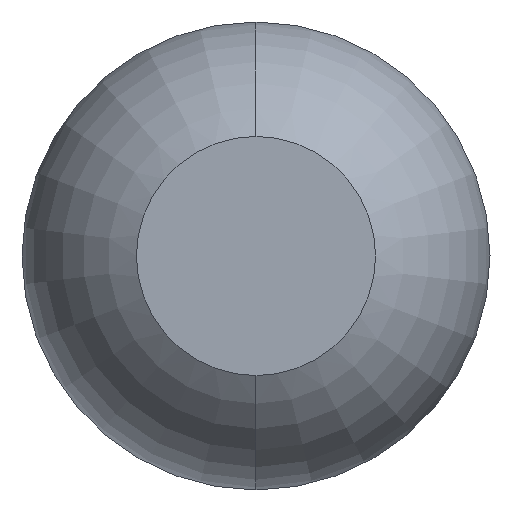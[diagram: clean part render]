
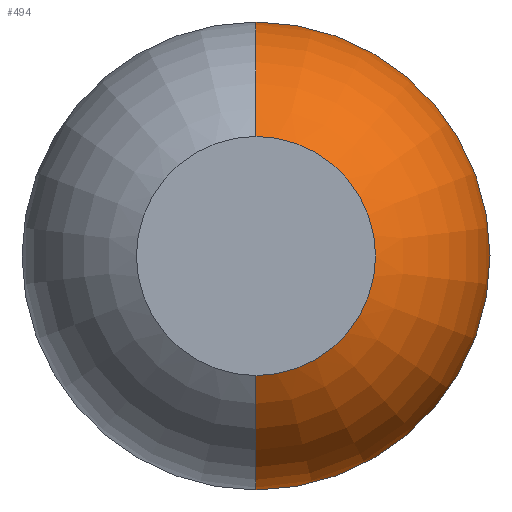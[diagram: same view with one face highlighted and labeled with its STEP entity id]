
A CAD part, front view. The second image highlights one B-rep face of the part: STEP entity #494.
In plain terms, the highlighted toroidal (fillet/blend) face has major radius 0.035 mm and minor radius 0.65 mm.
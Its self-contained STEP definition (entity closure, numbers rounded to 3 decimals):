
#109 = AXIS2_PLACEMENT_3D ( 'NONE', #1407, #895, #3226 ) ;
#150 = CARTESIAN_POINT ( 'NONE',  ( 0., -24.431, 0. ) ) ;
#274 = DIRECTION ( 'NONE',  ( 0., -1., 0. ) ) ;
#358 = CIRCLE ( 'NONE', #1209, 0.65 ) ;
#494 = ADVANCED_FACE ( 'Defeature ausgef�hrt1_4', ( #1598 ), #2009, .T. ) ;
#872 = AXIS2_PLACEMENT_3D ( 'NONE', #150, #1948, #1932 ) ;
#875 = CARTESIAN_POINT ( 'NONE',  ( 0., -24.431, 0.685 ) ) ;
#895 = DIRECTION ( 'NONE',  ( -1., 0., 0. ) ) ;
#1010 = VERTEX_POINT ( 'NONE', #3291 ) ;
#1147 = ORIENTED_EDGE ( 'NONE', *, *, #1386, .T. ) ;
#1180 = ORIENTED_EDGE ( 'NONE', *, *, #1474, .F. ) ;
#1209 = AXIS2_PLACEMENT_3D ( 'NONE', #3181, #2642, #3156 ) ;
#1246 = ORIENTED_EDGE ( 'NONE', *, *, #1580, .T. ) ;
#1314 = CARTESIAN_POINT ( 'NONE',  ( 0., -25., 0. ) ) ;
#1361 = VERTEX_POINT ( 'NONE', #2583 ) ;
#1386 = EDGE_CURVE ( 'NONE', #2370, #1010, #358, .T. ) ;
#1407 = CARTESIAN_POINT ( 'NONE',  ( 0., -24.431, -0.035 ) ) ;
#1459 = CARTESIAN_POINT ( 'NONE',  ( 0., -25., -0.35 ) ) ;
#1474 = EDGE_CURVE ( 'NONE', #1361, #2011, #1640, .T. ) ;
#1580 = EDGE_CURVE ( 'Defeature ausgef�hrt1_4+Defeature ausgef�hrt1_5+Defeature ausgef�hrt1_5+Defeature ausgef�hrt1_5', #1361, #2370, #3264, .T. ) ;
#1598 = FACE_OUTER_BOUND ( 'NONE', #3047, .T. ) ;
#1640 = CIRCLE ( 'NONE', #109, 0.65 ) ;
#1739 = DIRECTION ( 'NONE',  ( 0., 0., -1. ) ) ;
#1893 = AXIS2_PLACEMENT_3D ( 'NONE', #3248, #2770, #1739 ) ;
#1896 = CIRCLE ( 'NONE', #3046, 0.35 ) ;
#1932 = DIRECTION ( 'NONE',  ( 0., 0., -1. ) ) ;
#1948 = DIRECTION ( 'NONE',  ( 0., -1., 0. ) ) ;
#1998 = ORIENTED_EDGE ( 'NONE', *, *, #2787, .F. ) ;
#2009 = TOROIDAL_SURFACE ( 'NONE', #872, 0.035, 0.65 ) ;
#2011 = VERTEX_POINT ( 'NONE', #1459 ) ;
#2370 = VERTEX_POINT ( 'NONE', #875 ) ;
#2576 = DIRECTION ( 'NONE',  ( 0., 0., -1. ) ) ;
#2583 = CARTESIAN_POINT ( 'NONE',  ( 0., -24.431, -0.685 ) ) ;
#2642 = DIRECTION ( 'NONE',  ( 1., 0., 0. ) ) ;
#2770 = DIRECTION ( 'NONE',  ( 0., -1., 0. ) ) ;
#2787 = EDGE_CURVE ( 'Defeature ausgef�hrt1_11+Defeature ausgef�hrt1_4+Defeature ausgef�hrt1_4+Defeature ausgef�hrt1_4', #2011, #1010, #1896, .T. ) ;
#3046 = AXIS2_PLACEMENT_3D ( 'NONE', #1314, #274, #2576 ) ;
#3047 = EDGE_LOOP ( 'NONE', ( #1246, #1147, #1998, #1180 ) ) ;
#3156 = DIRECTION ( 'NONE',  ( 0., 0., -1. ) ) ;
#3181 = CARTESIAN_POINT ( 'NONE',  ( 0., -24.431, 0.035 ) ) ;
#3226 = DIRECTION ( 'NONE',  ( 0., 0., 1. ) ) ;
#3248 = CARTESIAN_POINT ( 'NONE',  ( 0., -24.431, 0. ) ) ;
#3264 = CIRCLE ( 'NONE', #1893, 0.685 ) ;
#3291 = CARTESIAN_POINT ( 'NONE',  ( 0., -25., 0.35 ) ) ;
